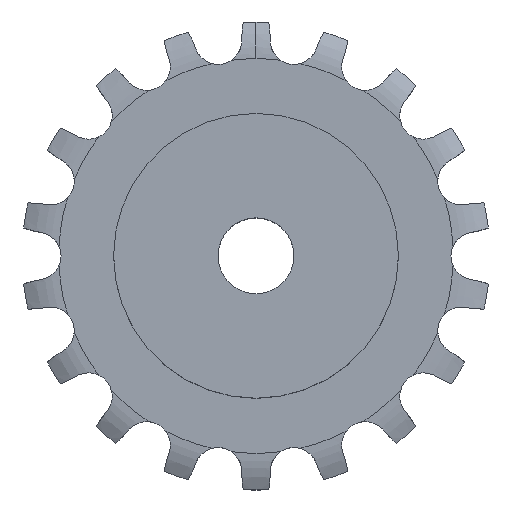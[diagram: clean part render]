
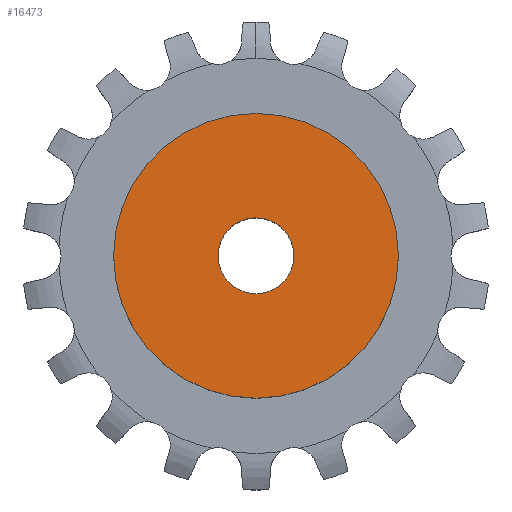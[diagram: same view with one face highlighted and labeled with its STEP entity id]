
A CAD part, top view. The second image highlights one B-rep face of the part: STEP entity #16473.
In plain terms, the highlighted planar face has unit normal (0, 0, 1).
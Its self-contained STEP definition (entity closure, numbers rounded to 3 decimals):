
#5161 = CYLINDRICAL_SURFACE('',#5162,15.);
#5162 = AXIS2_PLACEMENT_3D('',#5163,#5164,#5165);
#5163 = CARTESIAN_POINT('',(0.,0.,0.));
#5164 = DIRECTION('',(-0.,-0.,-1.));
#5165 = DIRECTION('',(1.,0.,0.));
#13348 = CYLINDRICAL_SURFACE('',#13349,4.);
#13349 = AXIS2_PLACEMENT_3D('',#13350,#13351,#13352);
#13350 = CARTESIAN_POINT('',(0.,0.,71.782));
#13351 = DIRECTION('',(0.,0.,1.));
#13352 = DIRECTION('',(1.,0.,-0.));
#15337 = VERTEX_POINT('',#15338);
#15338 = CARTESIAN_POINT('',(15.,0.,14.));
#15359 = EDGE_CURVE('',#15337,#15337,#15360,.T.);
#15360 = SURFACE_CURVE('',#15361,(#15366,#15373),.PCURVE_S1.);
#15361 = CIRCLE('',#15362,15.);
#15362 = AXIS2_PLACEMENT_3D('',#15363,#15364,#15365);
#15363 = CARTESIAN_POINT('',(0.,0.,14.));
#15364 = DIRECTION('',(0.,0.,1.));
#15365 = DIRECTION('',(1.,0.,0.));
#15366 = PCURVE('',#5161,#15367);
#15367 = DEFINITIONAL_REPRESENTATION('',(#15368),#15372);
#15368 = LINE('',#15369,#15370);
#15369 = CARTESIAN_POINT('',(-0.,-14.));
#15370 = VECTOR('',#15371,1.);
#15371 = DIRECTION('',(-1.,0.));
#15372 = ( GEOMETRIC_REPRESENTATION_CONTEXT(2) 
PARAMETRIC_REPRESENTATION_CONTEXT() REPRESENTATION_CONTEXT('2D SPACE',''
  ) );
#15373 = PCURVE('',#15374,#15379);
#15374 = PLANE('',#15375);
#15375 = AXIS2_PLACEMENT_3D('',#15376,#15377,#15378);
#15376 = CARTESIAN_POINT('',(0.,0.,14.));
#15377 = DIRECTION('',(-0.,0.,1.));
#15378 = DIRECTION('',(0.,-1.,0.));
#15379 = DEFINITIONAL_REPRESENTATION('',(#15380),#15384);
#15380 = CIRCLE('',#15381,15.);
#15381 = AXIS2_PLACEMENT_2D('',#15382,#15383);
#15382 = CARTESIAN_POINT('',(0.,0.));
#15383 = DIRECTION('',(0.,1.));
#15384 = ( GEOMETRIC_REPRESENTATION_CONTEXT(2) 
PARAMETRIC_REPRESENTATION_CONTEXT() REPRESENTATION_CONTEXT('2D SPACE',''
  ) );
#16427 = EDGE_CURVE('',#16428,#16428,#16430,.T.);
#16428 = VERTEX_POINT('',#16429);
#16429 = CARTESIAN_POINT('',(4.,0.,14.));
#16430 = SURFACE_CURVE('',#16431,(#16436,#16443),.PCURVE_S1.);
#16431 = CIRCLE('',#16432,4.);
#16432 = AXIS2_PLACEMENT_3D('',#16433,#16434,#16435);
#16433 = CARTESIAN_POINT('',(0.,0.,14.));
#16434 = DIRECTION('',(0.,0.,1.));
#16435 = DIRECTION('',(1.,0.,-0.));
#16436 = PCURVE('',#13348,#16437);
#16437 = DEFINITIONAL_REPRESENTATION('',(#16438),#16442);
#16438 = LINE('',#16439,#16440);
#16439 = CARTESIAN_POINT('',(0.,-57.782));
#16440 = VECTOR('',#16441,1.);
#16441 = DIRECTION('',(1.,0.));
#16442 = ( GEOMETRIC_REPRESENTATION_CONTEXT(2) 
PARAMETRIC_REPRESENTATION_CONTEXT() REPRESENTATION_CONTEXT('2D SPACE',''
  ) );
#16443 = PCURVE('',#15374,#16444);
#16444 = DEFINITIONAL_REPRESENTATION('',(#16445),#16449);
#16445 = CIRCLE('',#16446,4.);
#16446 = AXIS2_PLACEMENT_2D('',#16447,#16448);
#16447 = CARTESIAN_POINT('',(0.,0.));
#16448 = DIRECTION('',(0.,1.));
#16449 = ( GEOMETRIC_REPRESENTATION_CONTEXT(2) 
PARAMETRIC_REPRESENTATION_CONTEXT() REPRESENTATION_CONTEXT('2D SPACE',''
  ) );
#16473 = ADVANCED_FACE('',(#16474,#16477),#15374,.T.);
#16474 = FACE_BOUND('',#16475,.T.);
#16475 = EDGE_LOOP('',(#16476));
#16476 = ORIENTED_EDGE('',*,*,#15359,.T.);
#16477 = FACE_BOUND('',#16478,.T.);
#16478 = EDGE_LOOP('',(#16479));
#16479 = ORIENTED_EDGE('',*,*,#16427,.F.);
